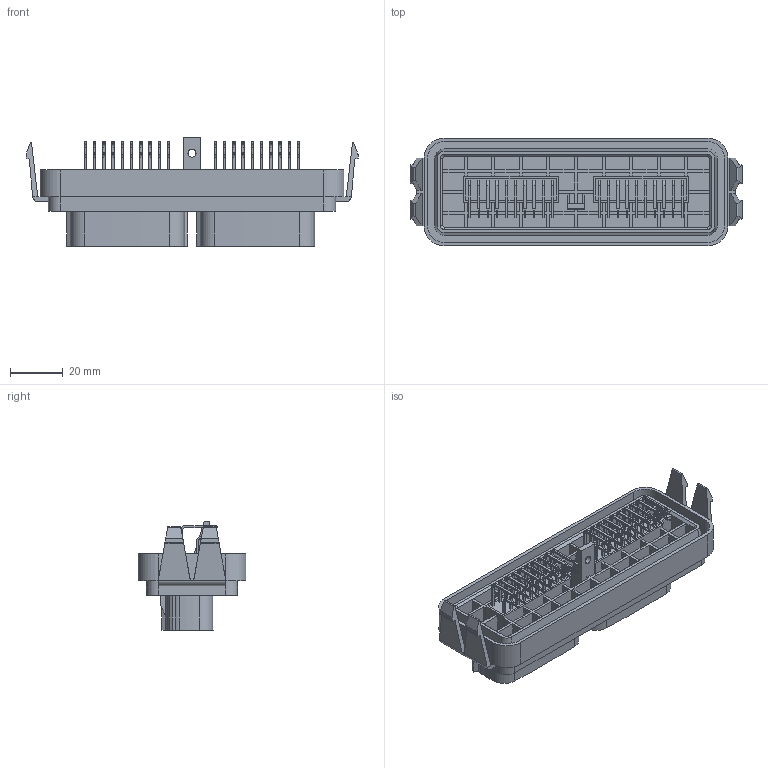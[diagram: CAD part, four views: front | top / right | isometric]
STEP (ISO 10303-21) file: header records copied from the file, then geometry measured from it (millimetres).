
FILE_DESCRIPTION (( 'STEP AP214' ), '1' );
FILE_NAME ('5810140011.STEP', '2021-02-23T08:30:10', ( '' ), ( '' ), 'SwSTEP 2.0', 'SolidWorks 2017', '' );
FILE_SCHEMA (( 'AUTOMOTIVE_DESIGN' ));
Length unit declared in the file: millimetre
Products named in the file (2): 5810140011
Assembly tree (1 placements, depth 2):
  5810140011
    5810140011
Bounding box: 125.98 x 40.89 x 41.15 mm (x, y, z)
Volume: 39965.8 mm3; surface area: 46635.8 mm2
Topology: 43 solids, 43 shells, 1569 faces, 4202 edges, 2734 vertices
Faces by surface type: plane 1379, cylinder 164, cone 26
Entity records: 48778 total; most frequent: CARTESIAN_POINT 8665, ORIENTED_EDGE 8404, DIRECTION 7622, EDGE_CURVE 4202, LINE 3824, VECTOR 3824, VERTEX_POINT 2734, AXIS2_PLACEMENT_3D 1899
